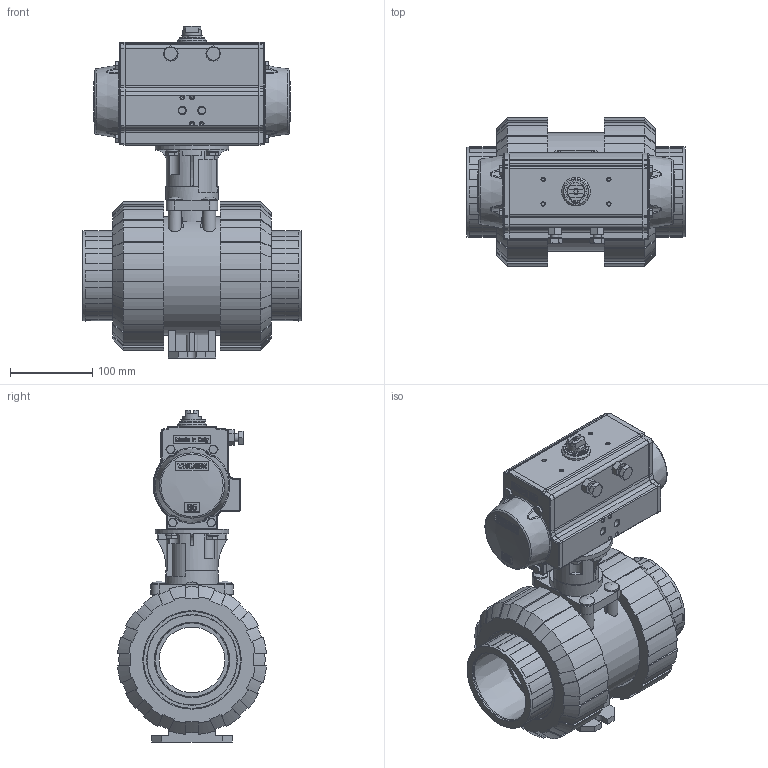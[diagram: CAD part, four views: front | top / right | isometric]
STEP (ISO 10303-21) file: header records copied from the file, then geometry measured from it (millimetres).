
FILE_DESCRIPTION((''),'2;1');
FILE_NAME('PV10053A - 090 - DA085.stp','2021-08-16T09:14:12',('RL'),(''),'Autodesk Inventor 2012','Autodesk Inventor 2012','');
FILE_SCHEMA(('AUTOMOTIVE_DESIGN { 1 0 10303 214 1 1 1 1 }'));
Length unit declared in the file: millimetre
Products named in the file (1): PV10053A_090_82DASR085
Bounding box: 265.9 x 181.41 x 404.5 mm (x, y, z)
Volume: 5815676.9 mm3; surface area: 593086.5 mm2
Topology: 3 solids, 5 shells, 1983 faces, 5278 edges, 3375 vertices
Faces by surface type: plane 933, bspline 405, cylinder 306, cone 254, torus 77, sphere 8
Full cylindrical faces by diameter (mm): 2 x2, 4.2 x8, 5 x5, 8 x4, 8.5 x6, 10 x10, 11.63 x3, 16 x6, 18 x4, 22 x1, 30 x1, 35 x1, 36.9 x1, 37 x1, 50.8 x1, 51 x1, 64.5 x1, 80 x3, 90 x1, 91.8 x2, 109.7 x2, 118 x2, 120 x2, 144 x1, 150.9 x2
Entity records: 89628 total; most frequent: CARTESIAN_POINT 41913, ORIENTED_EDGE 10132, DIRECTION 8691, EDGE_CURVE 5066, VERTEX_POINT 3297, AXIS2_PLACEMENT_3D 3196, VECTOR 2299, LINE 2299
